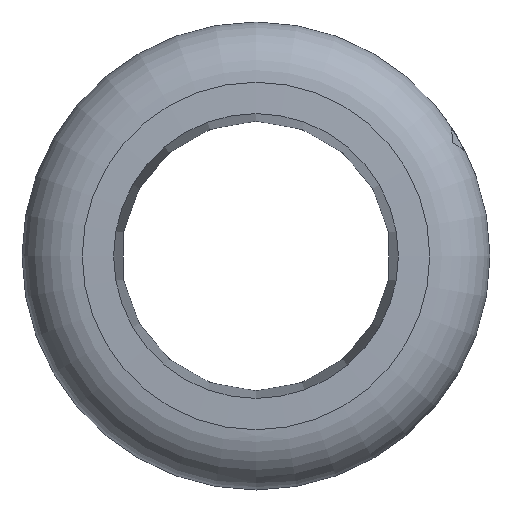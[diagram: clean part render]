
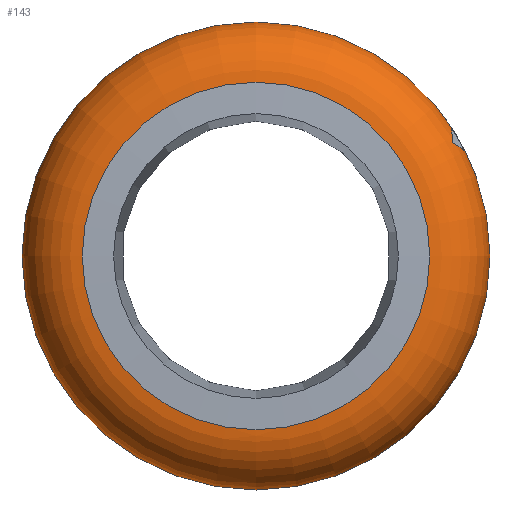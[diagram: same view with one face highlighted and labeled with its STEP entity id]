
A CAD part, front view. The second image highlights one B-rep face of the part: STEP entity #143.
In plain terms, the highlighted toroidal (fillet/blend) face has major radius 12.35 mm and minor radius 4.5 mm.
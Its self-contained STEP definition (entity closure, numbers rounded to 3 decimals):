
#29=B_SPLINE_CURVE_WITH_KNOTS('',3,(#237,#238,#239,#240),.UNSPECIFIED.,
 .F.,.F.,(4,4),(0.,0.002),.UNSPECIFIED.);
#30=B_SPLINE_CURVE_WITH_KNOTS('',3,(#243,#244,#245,#246),.UNSPECIFIED.,
 .F.,.F.,(4,4),(0.003,0.005),.UNSPECIFIED.);
#31=B_SPLINE_CURVE_WITH_KNOTS('',3,(#248,#249,#250,#251),.UNSPECIFIED.,
 .F.,.F.,(4,4),(0.,0.002),.UNSPECIFIED.);
#32=TOROIDAL_SURFACE('',#169,12.35,4.5);
#37=ORIENTED_EDGE('',*,*,#65,.T.);
#38=ORIENTED_EDGE('',*,*,#63,.F.);
#39=ORIENTED_EDGE('',*,*,#66,.T.);
#40=ORIENTED_EDGE('',*,*,#67,.T.);
#41=ORIENTED_EDGE('',*,*,#68,.T.);
#63=EDGE_CURVE('',#77,#77,#89,.T.);
#65=EDGE_CURVE('',#79,#79,#91,.T.);
#66=EDGE_CURVE('',#80,#81,#29,.T.);
#67=EDGE_CURVE('',#81,#82,#30,.T.);
#68=EDGE_CURVE('',#82,#80,#31,.T.);
#77=VERTEX_POINT('',#231);
#79=VERTEX_POINT('',#236);
#80=VERTEX_POINT('',#241);
#81=VERTEX_POINT('',#242);
#82=VERTEX_POINT('',#247);
#89=CIRCLE('',#167,12.507);
#91=CIRCLE('',#170,16.847);
#99=EDGE_LOOP('',(#37));
#100=EDGE_LOOP('',(#38));
#101=EDGE_LOOP('',(#39,#40,#41));
#119=FACE_BOUND('',#99,.T.);
#120=FACE_BOUND('',#100,.T.);
#121=FACE_BOUND('',#101,.T.);
#143=ADVANCED_FACE('',(#119,#120,#121),#32,.T.);
#167=AXIS2_PLACEMENT_3D('',#230,#189,#190);
#169=AXIS2_PLACEMENT_3D('',#234,#193,#194);
#170=AXIS2_PLACEMENT_3D('',#235,#195,#196);
#189=DIRECTION('',(0.,-1.,0.));
#190=DIRECTION('',(0.,0.,-1.));
#193=DIRECTION('',(0.,-1.,0.));
#194=DIRECTION('',(0.,0.,-1.));
#195=DIRECTION('',(0.,-1.,0.));
#196=DIRECTION('',(0.,0.,-1.));
#230=CARTESIAN_POINT('',(0.,0.127,0.));
#231=CARTESIAN_POINT('',(0.,0.127,-12.507));
#234=CARTESIAN_POINT('',(0.,4.624,0.));
#235=CARTESIAN_POINT('',(0.,4.781,0.));
#236=CARTESIAN_POINT('',(0.,4.781,-16.847));
#237=CARTESIAN_POINT('',(14.163,2.57,8.177));
#238=CARTESIAN_POINT('',(14.109,3.078,8.791));
#239=CARTESIAN_POINT('',(14.068,3.795,9.266));
#240=CARTESIAN_POINT('',(14.067,4.598,9.276));
#241=CARTESIAN_POINT('',(14.163,2.57,8.177));
#242=CARTESIAN_POINT('',(14.067,4.598,9.276));
#243=CARTESIAN_POINT('',(14.067,4.598,9.276));
#244=CARTESIAN_POINT('',(14.433,4.6,8.721));
#245=CARTESIAN_POINT('',(14.769,4.6,8.139));
#246=CARTESIAN_POINT('',(15.067,4.598,7.544));
#247=CARTESIAN_POINT('',(15.067,4.598,7.544));
#248=CARTESIAN_POINT('',(15.067,4.598,7.544));
#249=CARTESIAN_POINT('',(15.059,3.796,7.55));
#250=CARTESIAN_POINT('',(14.668,3.078,7.824));
#251=CARTESIAN_POINT('',(14.163,2.57,8.177));
